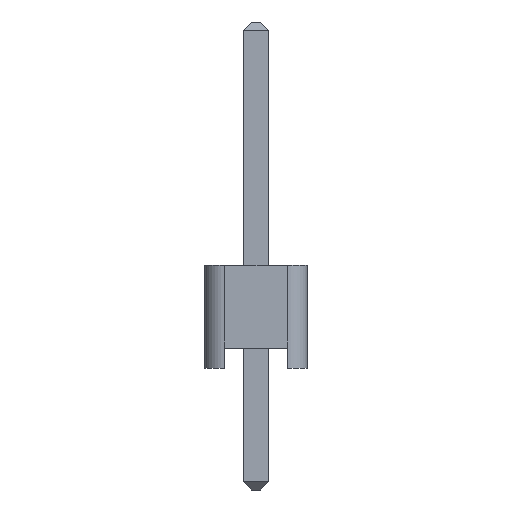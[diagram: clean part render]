
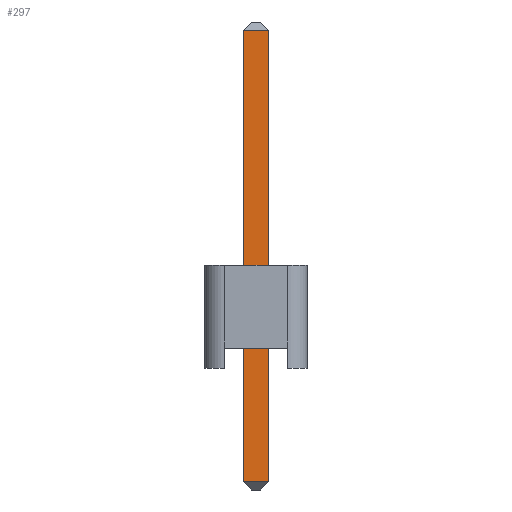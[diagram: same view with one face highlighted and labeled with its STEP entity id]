
A CAD part, left-side view. The second image highlights one B-rep face of the part: STEP entity #297.
In plain terms, the highlighted planar face has unit normal (-1, 0, 0).
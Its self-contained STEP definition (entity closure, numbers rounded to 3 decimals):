
#181 = EDGE_CURVE('',#182,#184,#186,.T.);
#182 = VERTEX_POINT('',#183);
#183 = CARTESIAN_POINT('',(-0.32,0.32,0.2));
#184 = VERTEX_POINT('',#185);
#185 = CARTESIAN_POINT('',(-0.32,0.32,11.34));
#186 = SURFACE_CURVE('',#187,(#191,#203),.PCURVE_S1.);
#187 = LINE('',#188,#189);
#188 = CARTESIAN_POINT('',(-0.32,0.32,0.));
#189 = VECTOR('',#190,1.);
#190 = DIRECTION('',(0.,0.,1.));
#191 = PCURVE('',#192,#197);
#192 = PLANE('',#193);
#193 = AXIS2_PLACEMENT_3D('',#194,#195,#196);
#194 = CARTESIAN_POINT('',(-0.32,0.32,0.));
#195 = DIRECTION('',(0.,1.,0.));
#196 = DIRECTION('',(1.,0.,0.));
#197 = DEFINITIONAL_REPRESENTATION('',(#198),#202);
#198 = LINE('',#199,#200);
#199 = CARTESIAN_POINT('',(0.,0.));
#200 = VECTOR('',#201,1.);
#201 = DIRECTION('',(0.,-1.));
#202 = ( GEOMETRIC_REPRESENTATION_CONTEXT(2) 
PARAMETRIC_REPRESENTATION_CONTEXT() REPRESENTATION_CONTEXT('2D SPACE',''
  ) );
#203 = PCURVE('',#204,#209);
#204 = PLANE('',#205);
#205 = AXIS2_PLACEMENT_3D('',#206,#207,#208);
#206 = CARTESIAN_POINT('',(-0.32,-0.32,0.));
#207 = DIRECTION('',(-1.,0.,0.));
#208 = DIRECTION('',(0.,1.,0.));
#209 = DEFINITIONAL_REPRESENTATION('',(#210),#214);
#210 = LINE('',#211,#212);
#211 = CARTESIAN_POINT('',(0.64,0.));
#212 = VECTOR('',#213,1.);
#213 = DIRECTION('',(0.,-1.));
#214 = ( GEOMETRIC_REPRESENTATION_CONTEXT(2) 
PARAMETRIC_REPRESENTATION_CONTEXT() REPRESENTATION_CONTEXT('2D SPACE',''
  ) );
#297 = ADVANCED_FACE('',(#298),#204,.T.);
#298 = FACE_BOUND('',#299,.T.);
#299 = EDGE_LOOP('',(#300,#330,#356,#357));
#300 = ORIENTED_EDGE('',*,*,#301,.T.);
#301 = EDGE_CURVE('',#302,#304,#306,.T.);
#302 = VERTEX_POINT('',#303);
#303 = CARTESIAN_POINT('',(-0.32,-0.32,0.2));
#304 = VERTEX_POINT('',#305);
#305 = CARTESIAN_POINT('',(-0.32,-0.32,11.34));
#306 = SURFACE_CURVE('',#307,(#311,#318),.PCURVE_S1.);
#307 = LINE('',#308,#309);
#308 = CARTESIAN_POINT('',(-0.32,-0.32,0.));
#309 = VECTOR('',#310,1.);
#310 = DIRECTION('',(0.,0.,1.));
#311 = PCURVE('',#204,#312);
#312 = DEFINITIONAL_REPRESENTATION('',(#313),#317);
#313 = LINE('',#314,#315);
#314 = CARTESIAN_POINT('',(0.,0.));
#315 = VECTOR('',#316,1.);
#316 = DIRECTION('',(0.,-1.));
#317 = ( GEOMETRIC_REPRESENTATION_CONTEXT(2) 
PARAMETRIC_REPRESENTATION_CONTEXT() REPRESENTATION_CONTEXT('2D SPACE',''
  ) );
#318 = PCURVE('',#319,#324);
#319 = PLANE('',#320);
#320 = AXIS2_PLACEMENT_3D('',#321,#322,#323);
#321 = CARTESIAN_POINT('',(0.32,-0.32,0.));
#322 = DIRECTION('',(0.,-1.,0.));
#323 = DIRECTION('',(-1.,0.,0.));
#324 = DEFINITIONAL_REPRESENTATION('',(#325),#329);
#325 = LINE('',#326,#327);
#326 = CARTESIAN_POINT('',(0.64,0.));
#327 = VECTOR('',#328,1.);
#328 = DIRECTION('',(0.,-1.));
#329 = ( GEOMETRIC_REPRESENTATION_CONTEXT(2) 
PARAMETRIC_REPRESENTATION_CONTEXT() REPRESENTATION_CONTEXT('2D SPACE',''
  ) );
#330 = ORIENTED_EDGE('',*,*,#331,.T.);
#331 = EDGE_CURVE('',#304,#184,#332,.T.);
#332 = SURFACE_CURVE('',#333,(#337,#344),.PCURVE_S1.);
#333 = LINE('',#334,#335);
#334 = CARTESIAN_POINT('',(-0.32,-0.32,11.34));
#335 = VECTOR('',#336,1.);
#336 = DIRECTION('',(0.,1.,0.));
#337 = PCURVE('',#204,#338);
#338 = DEFINITIONAL_REPRESENTATION('',(#339),#343);
#339 = LINE('',#340,#341);
#340 = CARTESIAN_POINT('',(0.,-11.34));
#341 = VECTOR('',#342,1.);
#342 = DIRECTION('',(1.,0.));
#343 = ( GEOMETRIC_REPRESENTATION_CONTEXT(2) 
PARAMETRIC_REPRESENTATION_CONTEXT() REPRESENTATION_CONTEXT('2D SPACE',''
  ) );
#344 = PCURVE('',#345,#350);
#345 = PLANE('',#346);
#346 = AXIS2_PLACEMENT_3D('',#347,#348,#349);
#347 = CARTESIAN_POINT('',(-0.22,-0.32,11.44));
#348 = DIRECTION('',(0.707,0.,-0.707)
  );
#349 = DIRECTION('',(0.,1.,0.));
#350 = DEFINITIONAL_REPRESENTATION('',(#351),#355);
#351 = LINE('',#352,#353);
#352 = CARTESIAN_POINT('',(0.,-0.141));
#353 = VECTOR('',#354,1.);
#354 = DIRECTION('',(1.,0.));
#355 = ( GEOMETRIC_REPRESENTATION_CONTEXT(2) 
PARAMETRIC_REPRESENTATION_CONTEXT() REPRESENTATION_CONTEXT('2D SPACE',''
  ) );
#356 = ORIENTED_EDGE('',*,*,#181,.F.);
#357 = ORIENTED_EDGE('',*,*,#358,.F.);
#358 = EDGE_CURVE('',#302,#182,#359,.T.);
#359 = SURFACE_CURVE('',#360,(#364,#371),.PCURVE_S1.);
#360 = LINE('',#361,#362);
#361 = CARTESIAN_POINT('',(-0.32,-0.32,0.2));
#362 = VECTOR('',#363,1.);
#363 = DIRECTION('',(0.,1.,0.));
#364 = PCURVE('',#204,#365);
#365 = DEFINITIONAL_REPRESENTATION('',(#366),#370);
#366 = LINE('',#367,#368);
#367 = CARTESIAN_POINT('',(0.,-0.2));
#368 = VECTOR('',#369,1.);
#369 = DIRECTION('',(1.,0.));
#370 = ( GEOMETRIC_REPRESENTATION_CONTEXT(2) 
PARAMETRIC_REPRESENTATION_CONTEXT() REPRESENTATION_CONTEXT('2D SPACE',''
  ) );
#371 = PCURVE('',#372,#377);
#372 = PLANE('',#373);
#373 = AXIS2_PLACEMENT_3D('',#374,#375,#376);
#374 = CARTESIAN_POINT('',(-0.22,-0.32,0.1));
#375 = DIRECTION('',(-0.707,0.,-0.707));
#376 = DIRECTION('',(0.,1.,0.));
#377 = DEFINITIONAL_REPRESENTATION('',(#378),#382);
#378 = LINE('',#379,#380);
#379 = CARTESIAN_POINT('',(0.,-0.141));
#380 = VECTOR('',#381,1.);
#381 = DIRECTION('',(1.,0.));
#382 = ( GEOMETRIC_REPRESENTATION_CONTEXT(2) 
PARAMETRIC_REPRESENTATION_CONTEXT() REPRESENTATION_CONTEXT('2D SPACE',''
  ) );
